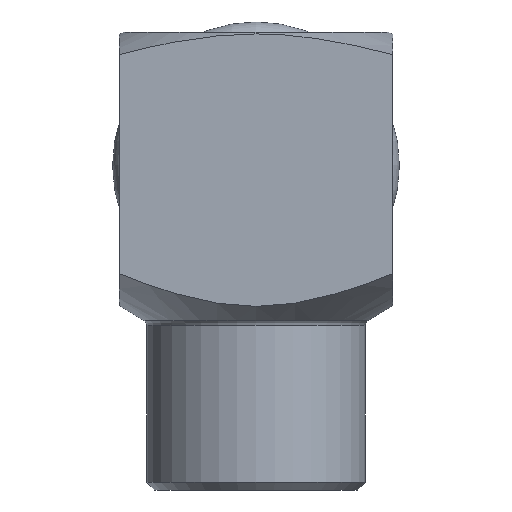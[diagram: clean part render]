
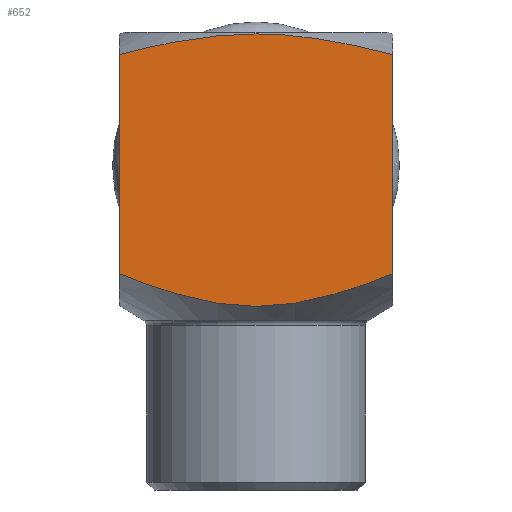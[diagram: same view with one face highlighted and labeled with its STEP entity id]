
A CAD part, front view. The second image highlights one B-rep face of the part: STEP entity #652.
In plain terms, the highlighted planar face has unit normal (0, -1, 0).
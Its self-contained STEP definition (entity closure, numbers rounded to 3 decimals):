
#17=(
BOUNDED_CURVE()
B_SPLINE_CURVE(2,(#1138,#1139,#1140),.UNSPECIFIED.,.F.,.F.)
B_SPLINE_CURVE_WITH_KNOTS((3,3),(3.785,6.264),
 .UNSPECIFIED.)
CURVE()
GEOMETRIC_REPRESENTATION_ITEM()
RATIONAL_B_SPLINE_CURVE((1.666,1.666,1.381))
REPRESENTATION_ITEM('')
);
#18=(
BOUNDED_CURVE()
B_SPLINE_CURVE(2,(#1147,#1148,#1149),.UNSPECIFIED.,.F.,.F.)
B_SPLINE_CURVE_WITH_KNOTS((3,3),(1.306,3.785),
 .UNSPECIFIED.)
CURVE()
GEOMETRIC_REPRESENTATION_ITEM()
RATIONAL_B_SPLINE_CURVE((1.381,1.666,1.666))
REPRESENTATION_ITEM('')
);
#21=(
BOUNDED_CURVE()
B_SPLINE_CURVE(2,(#1173,#1174,#1175),.UNSPECIFIED.,.F.,.F.)
B_SPLINE_CURVE_WITH_KNOTS((3,3),(0.823,3.067),
 .UNSPECIFIED.)
CURVE()
GEOMETRIC_REPRESENTATION_ITEM()
RATIONAL_B_SPLINE_CURVE((1.219,1.471,1.471))
REPRESENTATION_ITEM('')
);
#25=(
BOUNDED_CURVE()
B_SPLINE_CURVE(2,(#1188,#1189,#1190),.UNSPECIFIED.,.F.,.F.)
B_SPLINE_CURVE_WITH_KNOTS((3,3),(3.067,5.311),
 .UNSPECIFIED.)
CURVE()
GEOMETRIC_REPRESENTATION_ITEM()
RATIONAL_B_SPLINE_CURVE((1.471,1.471,1.219))
REPRESENTATION_ITEM('')
);
#49=PLANE('',#763);
#77=FACE_OUTER_BOUND('',#114,.T.);
#114=EDGE_LOOP('',(#556,#557,#558,#559,#560,#561));
#144=LINE('',#1192,#167);
#146=LINE('',#1195,#169);
#167=VECTOR('',#953,10.);
#169=VECTOR('',#957,10.);
#285=VERTEX_POINT('',#1132);
#287=VERTEX_POINT('',#1137);
#290=VERTEX_POINT('',#1146);
#297=VERTEX_POINT('',#1170);
#298=VERTEX_POINT('',#1172);
#301=VERTEX_POINT('',#1184);
#373=EDGE_CURVE('',#287,#285,#17,.T.);
#377=EDGE_CURVE('',#290,#287,#18,.T.);
#387=EDGE_CURVE('',#298,#297,#21,.T.);
#391=EDGE_CURVE('',#297,#301,#25,.T.);
#392=EDGE_CURVE('',#301,#290,#144,.T.);
#394=EDGE_CURVE('',#298,#285,#146,.T.);
#556=ORIENTED_EDGE('',*,*,#377,.T.);
#557=ORIENTED_EDGE('',*,*,#373,.T.);
#558=ORIENTED_EDGE('',*,*,#394,.F.);
#559=ORIENTED_EDGE('',*,*,#387,.T.);
#560=ORIENTED_EDGE('',*,*,#391,.T.);
#561=ORIENTED_EDGE('',*,*,#392,.T.);
#652=ADVANCED_FACE('',(#77),#49,.T.);
#763=AXIS2_PLACEMENT_3D('',#1194,#955,#956);
#953=DIRECTION('',(0.,0.,1.));
#955=DIRECTION('center_axis',(0.,-1.,0.));
#956=DIRECTION('ref_axis',(0.,0.,-1.));
#957=DIRECTION('',(0.,0.,1.));
#1132=CARTESIAN_POINT('',(-17.5,-17.5,55.68));
#1137=CARTESIAN_POINT('',(0.,-17.5,58.318));
#1138=CARTESIAN_POINT('Ctrl Pts',(0.,-17.5,58.318));
#1139=CARTESIAN_POINT('Ctrl Pts',(-7.249,-17.5,58.318));
#1140=CARTESIAN_POINT('Ctrl Pts',(-17.5,-17.5,55.68));
#1146=CARTESIAN_POINT('',(17.5,-17.5,55.68));
#1147=CARTESIAN_POINT('Ctrl Pts',(17.5,-17.5,55.68));
#1148=CARTESIAN_POINT('Ctrl Pts',(7.249,-17.5,58.318));
#1149=CARTESIAN_POINT('Ctrl Pts',(0.,-17.5,58.318));
#1170=CARTESIAN_POINT('',(0.,-17.5,23.483));
#1172=CARTESIAN_POINT('',(-17.5,-17.5,27.668));
#1173=CARTESIAN_POINT('Ctrl Pts',(-17.5,-17.5,27.668));
#1174=CARTESIAN_POINT('Ctrl Pts',(-7.249,-17.5,23.483));
#1175=CARTESIAN_POINT('Ctrl Pts',(0.,-17.5,23.483));
#1184=CARTESIAN_POINT('',(17.5,-17.5,27.668));
#1188=CARTESIAN_POINT('Ctrl Pts',(0.,-17.5,23.483));
#1189=CARTESIAN_POINT('Ctrl Pts',(7.249,-17.5,23.483));
#1190=CARTESIAN_POINT('Ctrl Pts',(17.5,-17.5,27.668));
#1192=CARTESIAN_POINT('',(17.5,-17.5,0.));
#1194=CARTESIAN_POINT('Origin',(17.5,-17.5,0.));
#1195=CARTESIAN_POINT('',(-17.5,-17.5,0.));
